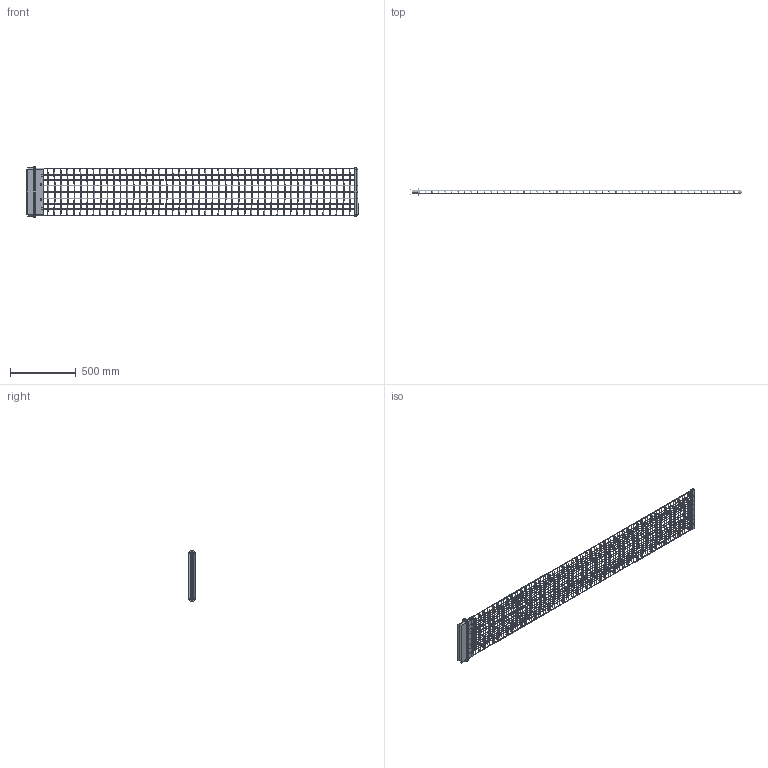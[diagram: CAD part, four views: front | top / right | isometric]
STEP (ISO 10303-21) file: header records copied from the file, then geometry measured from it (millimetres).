
FILE_DESCRIPTION (( 'STEP AP203' ), '1' );
FILE_NAME ('GÉ OSMIÈKA.STEP', '2023-12-11T09:02:32', ( '' ), ( '' ), 'SwSTEP 2.0', 'SolidWorks 2022', '' );
FILE_SCHEMA (( 'CONFIG_CONTROL_DESIGN' ));
Length unit declared in the file: millimetre
Products named in the file (4): RF-M009-07 - ASSY CAGE 2000 G7 - DIL_1; GÉ OSMIČKA; RF-M009-07 - ASSY CAGE 2000 G7 - DIL_500; RF-M009-07 - ASSY CAGE 2000 G7 - DIL_2+1000
Assembly tree (3 placements, depth 2):
  GÉ OSMIČKA
    RF-M009-07 - ASSY CAGE 2000 G7 - DIL_1
    RF-M009-07 - ASSY CAGE 2000 G7 - DIL_2+1000
    RF-M009-07 - ASSY CAGE 2000 G7 - DIL_500
Bounding box: 2531.64 x 54.5 x 392.5 mm (x, y, z)
Volume: 755864.8 mm3; surface area: 1110923.5 mm2
Topology: 22 solids, 22 shells, 4867 faces, 14570 edges, 10016 vertices
Faces by surface type: cylinder 3548, torus 808, plane 507, sphere 4
Entity records: 199304 total; most frequent: CARTESIAN_POINT 75847, ORIENTED_EDGE 29124, DIRECTION 23212, EDGE_CURVE 14562, VERTEX_POINT 10012, AXIS2_PLACEMENT_3D 9577, EDGE_LOOP 6286, ADVANCED_FACE 4867
